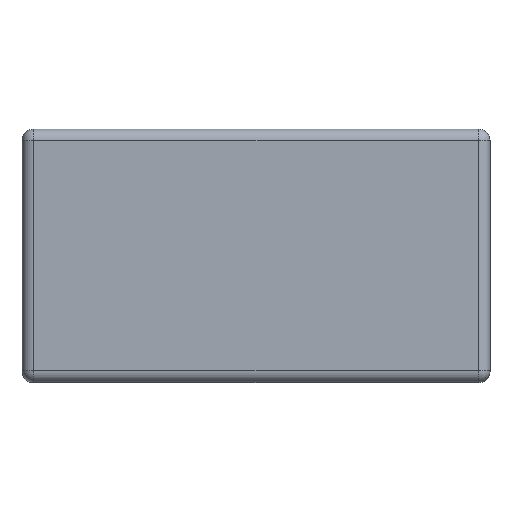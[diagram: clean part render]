
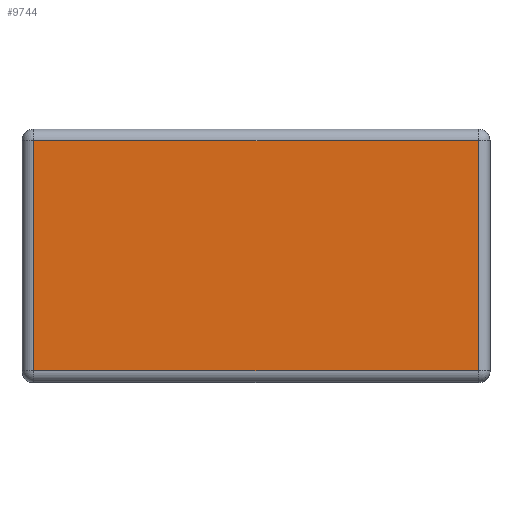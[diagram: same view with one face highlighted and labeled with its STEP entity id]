
A CAD part, top view. The second image highlights one B-rep face of the part: STEP entity #9744.
In plain terms, the highlighted face is planar.
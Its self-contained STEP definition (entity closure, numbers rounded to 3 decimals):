
#9470=CARTESIAN_POINT('',(-57.0,-29.5,-53.));
#9471=VERTEX_POINT('',#9470);
#9479=CARTESIAN_POINT('',(57.0,-29.5,-53.));
#9480=VERTEX_POINT('',#9479);
#9481=CARTESIAN_POINT('',(-57.0,-29.5,-53.));
#9482=DIRECTION('',(1.0,0.0,0.0));
#9483=VECTOR('',#9482,114.0);
#9484=LINE('',#9481,#9483);
#9485=EDGE_CURVE('',#9471,#9480,#9484,.T.);
#9519=CARTESIAN_POINT('',(57.0,29.5,-53.));
#9520=VERTEX_POINT('',#9519);
#9521=CARTESIAN_POINT('',(57.0,-29.5,-53.));
#9522=DIRECTION('',(0.0,1.0,0.0));
#9523=VECTOR('',#9522,59.);
#9524=LINE('',#9521,#9523);
#9525=EDGE_CURVE('',#9480,#9520,#9524,.T.);
#9576=CARTESIAN_POINT('',(-57.0,29.5,-53.));
#9577=VERTEX_POINT('',#9576);
#9578=CARTESIAN_POINT('',(57.0,29.5,-53.));
#9579=DIRECTION('',(-1.0,0.0,0.0));
#9580=VECTOR('',#9579,114.0);
#9581=LINE('',#9578,#9580);
#9582=EDGE_CURVE('',#9520,#9577,#9581,.T.);
#9631=CARTESIAN_POINT('',(-57.0,29.5,-53.));
#9632=DIRECTION('',(0.0,-1.0,0.0));
#9633=VECTOR('',#9632,59.);
#9634=LINE('',#9631,#9633);
#9635=EDGE_CURVE('',#9577,#9471,#9634,.T.);
#9733=CARTESIAN_POINT('',(0.,0.,-53.));
#9734=DIRECTION('',(0.0,0.0,1.0));
#9735=DIRECTION('',(1.0,0.0,0.0));
#9736=AXIS2_PLACEMENT_3D('',#9733,#9734,#9735);
#9737=PLANE('',#9736);
#9738=ORIENTED_EDGE('',*,*,#9485,.F.);
#9739=ORIENTED_EDGE('',*,*,#9635,.F.);
#9740=ORIENTED_EDGE('',*,*,#9582,.F.);
#9741=ORIENTED_EDGE('',*,*,#9525,.F.);
#9742=EDGE_LOOP('',(#9738,#9739,#9740,#9741));
#9743=FACE_OUTER_BOUND('',#9742,.T.);
#9744=ADVANCED_FACE('',(#9743),#9737,.F.);
